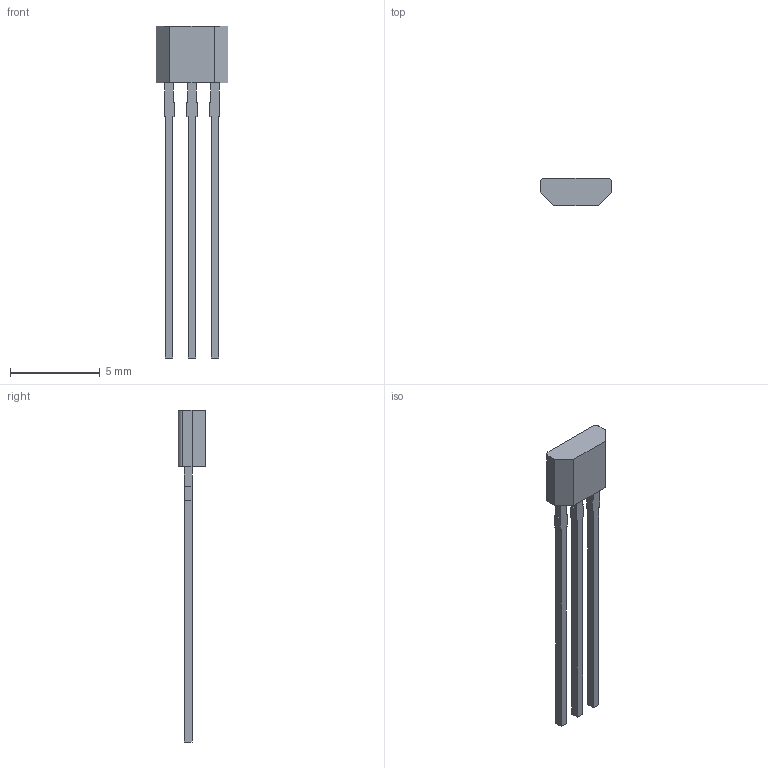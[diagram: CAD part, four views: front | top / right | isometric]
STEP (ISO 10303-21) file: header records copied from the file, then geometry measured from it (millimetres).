
FILE_DESCRIPTION((''),'2;1');
FILE_NAME('LPG0003A_ASM','2018-01-25T08:16:53',('a0412086'),(''),'CREO PARAMETRIC BY PTC INC, 2017260','CREO PARAMETRIC BY PTC INC, 2017260','');
FILE_SCHEMA(('AUTOMOTIVE_DESIGN { 1 0 10303 214 1 1 1 1 }'));
Length unit declared in the file: millimetre
Products named in the file (3): BODY-TO92; LEAD-TO92; LPG0003A_ASM
Assembly tree (4 placements, depth 2):
  LPG0003A_ASM
    BODY-TO92
    LEAD-TO92  x3
Bounding box: 4 x 1.52 x 18.45 mm (x, y, z)
Volume: 25.8 mm3; surface area: 122.9 mm2
Topology: 4 solids, 4 shells, 52 faces, 132 edges, 88 vertices
Faces by surface type: plane 50, cylinder 2
Entity records: 1247 total; most frequent: CARTESIAN_POINT 167, DIRECTION 165, ORIENTED_EDGE 120, PRESENTATION_STYLE_ASSIGNMENT 62, STYLED_ITEM 62, CURVE_STYLE 60, EDGE_CURVE 60, VECTOR 56
